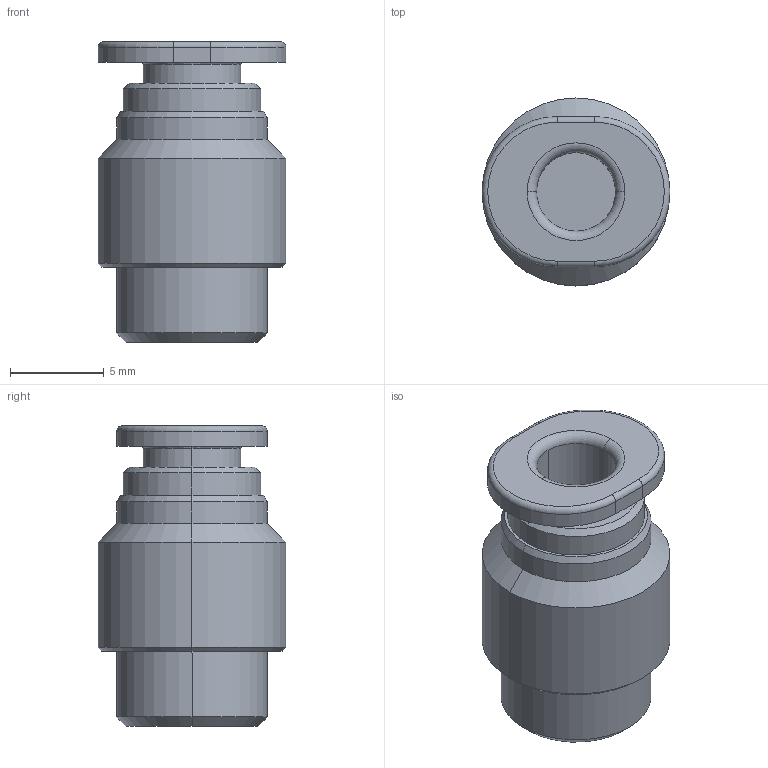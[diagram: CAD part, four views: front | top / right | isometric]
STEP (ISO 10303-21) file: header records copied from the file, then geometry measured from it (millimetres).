
FILE_DESCRIPTION((''),'2;1');
FILE_NAME('PCC04M8C-mdt.stp','2017-07-24T14:43:56',(''),(''),'Mechanical Desktop 2009','Mechanical Desktop 2009',', , ');
FILE_SCHEMA(('CONFIG_CONTROL_DESIGN'));
Length unit declared in the file: millimetre
Products named in the file (3): PCC04M8C-MDTA; PCC04M8C-MDT; COLLAR-C04C
Assembly tree (3 placements, depth 2):
  PCC04M8C-MDTA
    PCC04M8C-MDT
    COLLAR-C04C  x2
Bounding box: 10 x 10 x 16 mm (x, y, z)
Volume: 768 mm3; surface area: 808.7 mm2
Topology: 1 solids, 1 shells, 41 faces, 84 edges, 50 vertices
Faces by surface type: cylinder 16, cone 10, plane 9, torus 4, bspline 2
Entity records: 1297 total; most frequent: CARTESIAN_POINT 267, DIRECTION 222, ORIENTED_EDGE 168, AXIS2_PLACEMENT_3D 95, EDGE_CURVE 84, CIRCLE 52, VERTEX_POINT 50, EDGE_LOOP 46
